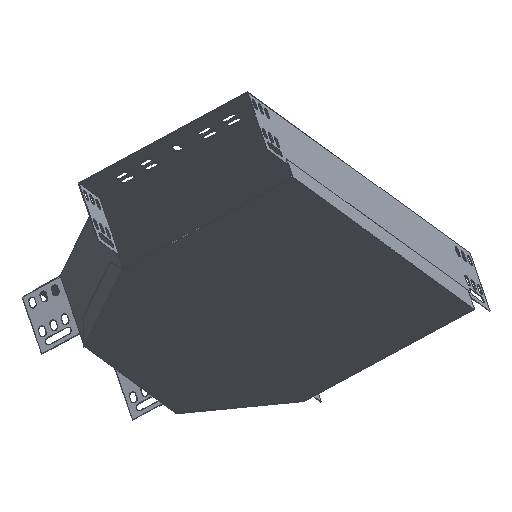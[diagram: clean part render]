
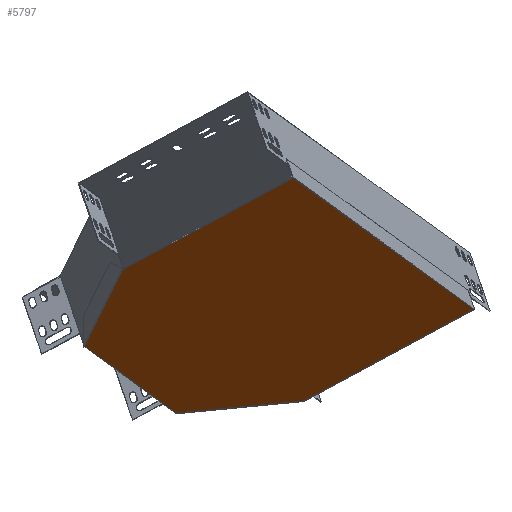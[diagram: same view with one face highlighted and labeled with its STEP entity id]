
A CAD part, front view. The second image highlights one B-rep face of the part: STEP entity #5797.
In plain terms, the highlighted planar face has unit normal (0.283, -0.485, -0.827).
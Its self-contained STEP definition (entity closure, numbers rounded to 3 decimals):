
#8 = VECTOR ( 'NONE', #7796, 1000. ) ;
#95 = CARTESIAN_POINT ( 'NONE',  ( -87.112, 330.471, 0.323 ) ) ;
#109 = VERTEX_POINT ( 'NONE', #7839 ) ;
#328 = EDGE_CURVE ( 'NONE', #8461, #646, #10180, .T. ) ;
#412 = DIRECTION ( 'NONE',  ( 0.919, 0.385, 0.088 ) ) ;
#445 = CARTESIAN_POINT ( 'NONE',  ( 44.238, 384.247, 13.679 ) ) ;
#628 = ORIENTED_EDGE ( 'NONE', *, *, #1360, .T. ) ;
#646 = VERTEX_POINT ( 'NONE', #9724 ) ;
#961 = DIRECTION ( 'NONE',  ( 0.455, 0.827, -0.33 ) ) ;
#983 = DIRECTION ( 'NONE',  ( 0.919, 0.385, 0.088 ) ) ;
#1000 = EDGE_CURVE ( 'NONE', #11767, #3581, #4697, .T. ) ;
#1360 = EDGE_CURVE ( 'NONE', #3348, #646, #1596, .T. ) ;
#1439 = CARTESIAN_POINT ( 'NONE',  ( -138.574, 52.454, 145.869 ) ) ;
#1596 = LINE ( 'NONE', #2690, #8592 ) ;
#1618 = ORIENTED_EDGE ( 'NONE', *, *, #11106, .T. ) ;
#1989 = DIRECTION ( 'NONE',  ( -0.845, 0.283, -0.455 ) ) ;
#2113 = VECTOR ( 'NONE', #983, 1000. ) ;
#2422 = VERTEX_POINT ( 'NONE', #3500 ) ;
#2606 = CARTESIAN_POINT ( 'NONE',  ( 32.231, -4.339, 237.598 ) ) ;
#2611 = DIRECTION ( 'NONE',  ( 0.276, -0.785, 0.555 ) ) ;
#2690 = CARTESIAN_POINT ( 'NONE',  ( -176.999, 163.696, 67.453 ) ) ;
#2751 = LINE ( 'NONE', #4106, #8 ) ;
#2765 = CARTESIAN_POINT ( 'NONE',  ( -86.073, 330.906, 0.422 ) ) ;
#2858 = ORIENTED_EDGE ( 'NONE', *, *, #11050, .T. ) ;
#2868 = EDGE_LOOP ( 'NONE', ( #628, #10626, #8473, #6889, #2858, #8620, #1618, #7475, #5291, #11055 ) ) ;
#3037 = VECTOR ( 'NONE', #10376, 1000. ) ;
#3283 = PLANE ( 'NONE',  #9027 ) ;
#3348 = VERTEX_POINT ( 'NONE', #7183 ) ;
#3500 = CARTESIAN_POINT ( 'NONE',  ( -178.286, 163.157, 67.329 ) ) ;
#3581 = VERTEX_POINT ( 'NONE', #4677 ) ;
#3677 = DIRECTION ( 'NONE',  ( 0.845, -0.283, 0.455 ) ) ;
#3974 = EDGE_CURVE ( 'NONE', #5897, #11728, #4860, .T. ) ;
#4067 = VECTOR ( 'NONE', #1989, 1000. ) ;
#4106 = CARTESIAN_POINT ( 'NONE',  ( 44.073, 384.718, 13.346 ) ) ;
#4196 = VECTOR ( 'NONE', #412, 1000. ) ;
#4242 = DIRECTION ( 'NONE',  ( -0.283, 0.485, 0.827 ) ) ;
#4282 = FACE_OUTER_BOUND ( 'NONE', #2868, .T. ) ;
#4341 = VECTOR ( 'NONE', #3677, 1000. ) ;
#4642 = LINE ( 'NONE', #9225, #4341 ) ;
#4677 = CARTESIAN_POINT ( 'NONE',  ( -138.022, 52.685, 145.922 ) ) ;
#4697 = LINE ( 'NONE', #1439, #9313 ) ;
#4774 = CARTESIAN_POINT ( 'NONE',  ( 31.717, -5.275, 237.971 ) ) ;
#4860 = LINE ( 'NONE', #4774, #9476 ) ;
#5134 = CARTESIAN_POINT ( 'NONE',  ( -216.132, 275.15, -11.33 ) ) ;
#5291 = ORIENTED_EDGE ( 'NONE', *, *, #9708, .F. ) ;
#5721 = DIRECTION ( 'NONE',  ( 0.455, 0.827, -0.33 ) ) ;
#5797 = ADVANCED_FACE ( 'NONE', ( #4282 ), #3283, .F. ) ;
#5830 = CARTESIAN_POINT ( 'NONE',  ( -177.551, 163.465, 67.4 ) ) ;
#5897 = VERTEX_POINT ( 'NONE', #2606 ) ;
#6228 = LINE ( 'NONE', #7457, #4067 ) ;
#6269 = CARTESIAN_POINT ( 'NONE',  ( -85.853, 330.278, 0.866 ) ) ;
#6522 = EDGE_CURVE ( 'NONE', #109, #10657, #2751, .T. ) ;
#6567 = EDGE_CURVE ( 'NONE', #2422, #3348, #11259, .T. ) ;
#6889 = ORIENTED_EDGE ( 'NONE', *, *, #6522, .T. ) ;
#6962 = CARTESIAN_POINT ( 'NONE',  ( -139.309, 52.146, 145.799 ) ) ;
#7183 = CARTESIAN_POINT ( 'NONE',  ( -176.999, 163.696, 67.453 ) ) ;
#7457 = CARTESIAN_POINT ( 'NONE',  ( 31.556, -4.113, 237.234 ) ) ;
#7475 = ORIENTED_EDGE ( 'NONE', *, *, #1000, .F. ) ;
#7760 = VECTOR ( 'NONE', #2611, 1000. ) ;
#7796 = DIRECTION ( 'NONE',  ( 0.276, -0.785, 0.555 ) ) ;
#7839 = CARTESIAN_POINT ( 'NONE',  ( 43.852, 385.346, 12.902 ) ) ;
#8210 = LINE ( 'NONE', #9444, #3037 ) ;
#8411 = EDGE_CURVE ( 'NONE', #8461, #109, #9403, .T. ) ;
#8461 = VERTEX_POINT ( 'NONE', #2765 ) ;
#8473 = ORIENTED_EDGE ( 'NONE', *, *, #8411, .T. ) ;
#8592 = VECTOR ( 'NONE', #961, 1000. ) ;
#8620 = ORIENTED_EDGE ( 'NONE', *, *, #3974, .F. ) ;
#9027 = AXIS2_PLACEMENT_3D ( 'NONE', #5134, #4242, #10693 ) ;
#9225 = CARTESIAN_POINT ( 'NONE',  ( 44.238, 384.247, 13.679 ) ) ;
#9313 = VECTOR ( 'NONE', #10532, 1000. ) ;
#9403 = LINE ( 'NONE', #95, #2113 ) ;
#9444 = CARTESIAN_POINT ( 'NONE',  ( -178.597, 164.045, 66.702 ) ) ;
#9476 = VECTOR ( 'NONE', #5721, 1000. ) ;
#9640 = CARTESIAN_POINT ( 'NONE',  ( 214.492, 327.223, 105.355 ) ) ;
#9708 = EDGE_CURVE ( 'NONE', #2422, #11767, #8210, .T. ) ;
#9724 = CARTESIAN_POINT ( 'NONE',  ( -85.687, 329.808, 1.199 ) ) ;
#10180 = LINE ( 'NONE', #6269, #7760 ) ;
#10376 = DIRECTION ( 'NONE',  ( 0.276, -0.785, 0.555 ) ) ;
#10532 = DIRECTION ( 'NONE',  ( 0.919, 0.385, 0.088 ) ) ;
#10626 = ORIENTED_EDGE ( 'NONE', *, *, #328, .F. ) ;
#10657 = VERTEX_POINT ( 'NONE', #445 ) ;
#10693 = DIRECTION ( 'NONE',  ( -0.455, -0.827, 0.33 ) ) ;
#11050 = EDGE_CURVE ( 'NONE', #10657, #11728, #4642, .T. ) ;
#11055 = ORIENTED_EDGE ( 'NONE', *, *, #6567, .T. ) ;
#11106 = EDGE_CURVE ( 'NONE', #5897, #3581, #6228, .T. ) ;
#11259 = LINE ( 'NONE', #5830, #4196 ) ;
#11728 = VERTEX_POINT ( 'NONE', #9640 ) ;
#11767 = VERTEX_POINT ( 'NONE', #6962 ) ;
